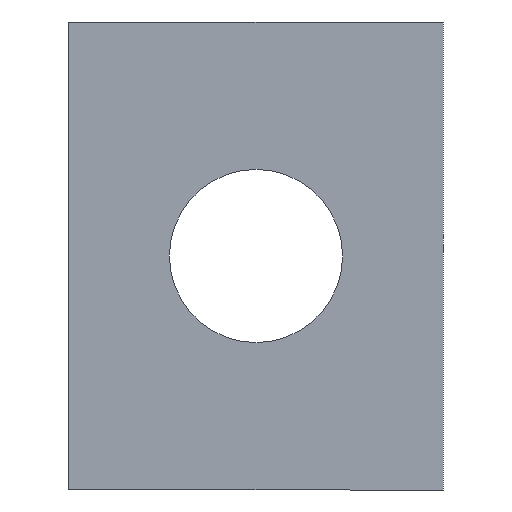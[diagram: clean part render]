
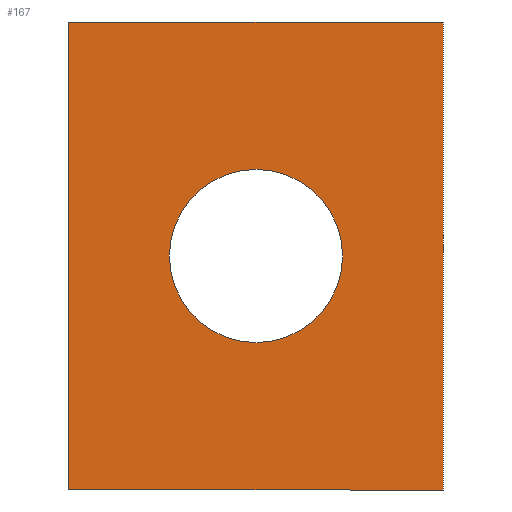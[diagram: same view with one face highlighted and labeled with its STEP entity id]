
A CAD part, front view. The second image highlights one B-rep face of the part: STEP entity #167.
In plain terms, the highlighted planar face has unit normal (0, -1, 0).
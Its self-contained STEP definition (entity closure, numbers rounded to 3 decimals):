
#1 = LINE ( 'NONE', #262, #175 ) ;
#15 = VERTEX_POINT ( 'NONE', #85 ) ;
#17 = DIRECTION ( 'NONE',  ( -1., 0., 0. ) ) ;
#19 = VECTOR ( 'NONE', #17, 1000. ) ;
#24 = CARTESIAN_POINT ( 'NONE',  ( 20., -7.6, -25. ) ) ;
#34 = ORIENTED_EDGE ( 'NONE', *, *, #204, .T. ) ;
#46 = CARTESIAN_POINT ( 'NONE',  ( 20., -7.6, 25. ) ) ;
#56 = VERTEX_POINT ( 'NONE', #272 ) ;
#59 = VECTOR ( 'NONE', #95, 1000. ) ;
#63 = ORIENTED_EDGE ( 'NONE', *, *, #290, .F. ) ;
#77 = DIRECTION ( 'NONE',  ( 1., 0., 0. ) ) ;
#85 = CARTESIAN_POINT ( 'NONE',  ( 0., -7.6, 9.25 ) ) ;
#89 = EDGE_CURVE ( 'NONE', #205, #15, #169, .T. ) ;
#95 = DIRECTION ( 'NONE',  ( 0., 0., -1. ) ) ;
#101 = CARTESIAN_POINT ( 'NONE',  ( -20., -7.6, -25. ) ) ;
#104 = EDGE_LOOP ( 'NONE', ( #63, #300, #203, #182 ) ) ;
#107 = EDGE_CURVE ( 'NONE', #56, #274, #281, .T. ) ;
#112 = DIRECTION ( 'NONE',  ( 0., 0., 1. ) ) ;
#113 = FACE_OUTER_BOUND ( 'NONE', #104, .T. ) ;
#124 = VERTEX_POINT ( 'NONE', #253 ) ;
#139 = CARTESIAN_POINT ( 'NONE',  ( 0., -7.6, 0. ) ) ;
#154 = AXIS2_PLACEMENT_3D ( 'NONE', #139, #279, #112 ) ;
#157 = VERTEX_POINT ( 'NONE', #166 ) ;
#160 = ORIENTED_EDGE ( 'NONE', *, *, #89, .T. ) ;
#164 = DIRECTION ( 'NONE',  ( 0., 1., 0. ) ) ;
#166 = CARTESIAN_POINT ( 'NONE',  ( -20., -7.6, 25. ) ) ;
#167 = ADVANCED_FACE ( 'NONE', ( #276, #113 ), #254, .F. ) ;
#169 = CIRCLE ( 'NONE', #154, 9.25 ) ;
#172 = DIRECTION ( 'NONE',  ( 0., 0., 1. ) ) ;
#175 = VECTOR ( 'NONE', #77, 1000. ) ;
#182 = ORIENTED_EDGE ( 'NONE', *, *, #245, .F. ) ;
#185 = EDGE_CURVE ( 'NONE', #124, #56, #304, .T. ) ;
#194 = CARTESIAN_POINT ( 'NONE',  ( -20., -7.6, 25. ) ) ;
#195 = LINE ( 'NONE', #194, #265 ) ;
#196 = AXIS2_PLACEMENT_3D ( 'NONE', #232, #164, #212 ) ;
#200 = EDGE_LOOP ( 'NONE', ( #34, #160 ) ) ;
#203 = ORIENTED_EDGE ( 'NONE', *, *, #185, .F. ) ;
#204 = EDGE_CURVE ( 'NONE', #15, #205, #258, .T. ) ;
#205 = VERTEX_POINT ( 'NONE', #305 ) ;
#210 = DIRECTION ( 'NONE',  ( 0., 1., 0. ) ) ;
#212 = DIRECTION ( 'NONE',  ( 0., 0., 1. ) ) ;
#213 = CARTESIAN_POINT ( 'NONE',  ( 0., -7.6, 0. ) ) ;
#224 = AXIS2_PLACEMENT_3D ( 'NONE', #213, #210, #303 ) ;
#232 = CARTESIAN_POINT ( 'NONE',  ( 0., -7.6, 0. ) ) ;
#245 = EDGE_CURVE ( 'NONE', #157, #124, #1, .T. ) ;
#253 = CARTESIAN_POINT ( 'NONE',  ( 20., -7.6, 25. ) ) ;
#254 = PLANE ( 'NONE',  #196 ) ;
#258 = CIRCLE ( 'NONE', #224, 9.25 ) ;
#262 = CARTESIAN_POINT ( 'NONE',  ( 20., -7.6, 25. ) ) ;
#265 = VECTOR ( 'NONE', #172, 1000. ) ;
#272 = CARTESIAN_POINT ( 'NONE',  ( 20., -7.6, -25. ) ) ;
#274 = VERTEX_POINT ( 'NONE', #101 ) ;
#276 = FACE_BOUND ( 'NONE', #200, .T. ) ;
#279 = DIRECTION ( 'NONE',  ( 0., 1., 0. ) ) ;
#281 = LINE ( 'NONE', #24, #19 ) ;
#290 = EDGE_CURVE ( 'NONE', #274, #157, #195, .T. ) ;
#300 = ORIENTED_EDGE ( 'NONE', *, *, #107, .F. ) ;
#303 = DIRECTION ( 'NONE',  ( 0., 0., 1. ) ) ;
#304 = LINE ( 'NONE', #46, #59 ) ;
#305 = CARTESIAN_POINT ( 'NONE',  ( 0., -7.6, -9.25 ) ) ;
